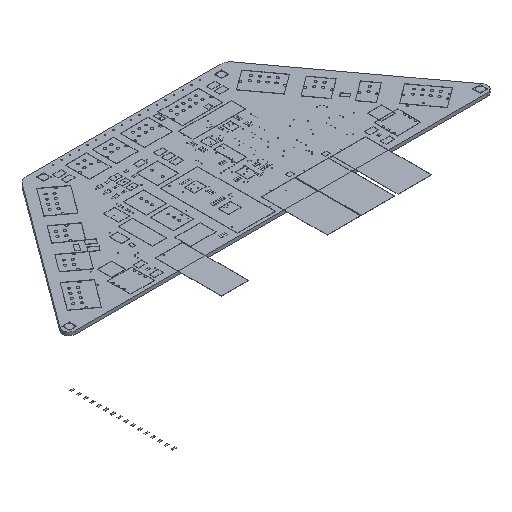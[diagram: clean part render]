
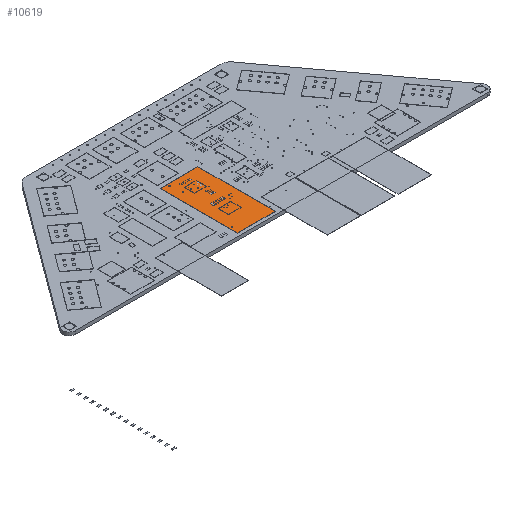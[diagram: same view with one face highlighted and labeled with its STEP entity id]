
A CAD part, isometric view. The second image highlights one B-rep face of the part: STEP entity #10619.
In plain terms, the highlighted planar face has unit normal (0, 0, 1).
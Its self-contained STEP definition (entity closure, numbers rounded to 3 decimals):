
#1247=PLANE('',#12101);
#1739=FACE_OUTER_BOUND('',#2823,.T.);
#2823=EDGE_LOOP('',(#8971,#8972,#8973,#8974));
#3325=LINE('',#17505,#4009);
#3328=LINE('',#17511,#4012);
#3331=LINE('',#17517,#4015);
#3334=LINE('',#17521,#4018);
#4009=VECTOR('',#14601,10.);
#4012=VECTOR('',#14606,10.);
#4015=VECTOR('',#14611,10.);
#4018=VECTOR('',#14616,10.);
#5585=VERTEX_POINT('',#17502);
#5586=VERTEX_POINT('',#17504);
#5588=VERTEX_POINT('',#17510);
#5590=VERTEX_POINT('',#17516);
#6749=EDGE_CURVE('',#5586,#5585,#3325,.T.);
#6752=EDGE_CURVE('',#5588,#5586,#3328,.T.);
#6755=EDGE_CURVE('',#5590,#5588,#3331,.T.);
#6758=EDGE_CURVE('',#5585,#5590,#3334,.T.);
#8971=ORIENTED_EDGE('',*,*,#6758,.T.);
#8972=ORIENTED_EDGE('',*,*,#6755,.T.);
#8973=ORIENTED_EDGE('',*,*,#6752,.T.);
#8974=ORIENTED_EDGE('',*,*,#6749,.T.);
#10619=ADVANCED_FACE('',(#1739),#1247,.T.);
#12101=AXIS2_PLACEMENT_3D('',#17522,#14617,#14618);
#14601=DIRECTION('',(-1.,0.,0.));
#14606=DIRECTION('',(0.,1.,0.));
#14611=DIRECTION('',(1.,0.,0.));
#14616=DIRECTION('',(0.,-1.,0.));
#14617=DIRECTION('center_axis',(0.,0.,1.));
#14618=DIRECTION('ref_axis',(1.,0.,0.));
#17502=CARTESIAN_POINT('',(-8.89,17.78,0.1));
#17504=CARTESIAN_POINT('',(8.89,17.78,0.1));
#17505=CARTESIAN_POINT('',(8.89,17.78,0.1));
#17510=CARTESIAN_POINT('',(8.89,-18.542,0.1));
#17511=CARTESIAN_POINT('',(8.89,-18.542,0.1));
#17516=CARTESIAN_POINT('',(-8.89,-18.542,0.1));
#17517=CARTESIAN_POINT('',(-8.89,-18.542,0.1));
#17521=CARTESIAN_POINT('',(-8.89,17.78,0.1));
#17522=CARTESIAN_POINT('Origin',(0.,-0.381,0.1));
